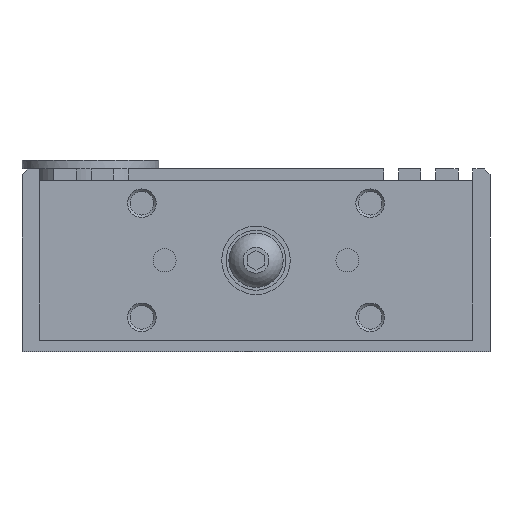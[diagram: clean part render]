
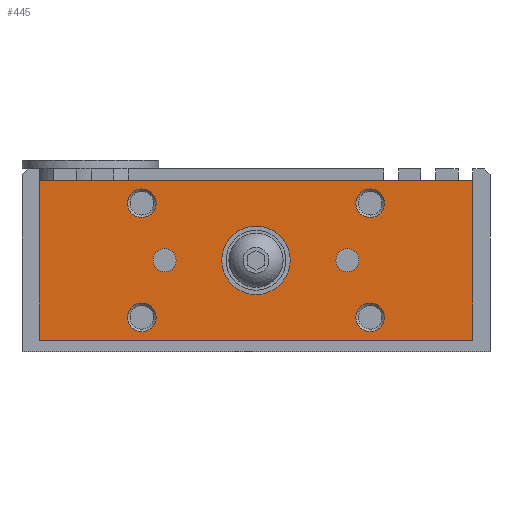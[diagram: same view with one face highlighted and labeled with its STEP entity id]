
A CAD part, left-side view. The second image highlights one B-rep face of the part: STEP entity #445.
In plain terms, the highlighted planar face has unit normal (-1, 0, 0).
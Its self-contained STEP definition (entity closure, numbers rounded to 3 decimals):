
#445 = ADVANCED_FACE( '', ( #1056, #1057, #1058, #1059, #1060, #1061, #1062, #1063 ), #1064, .F. );
#1056 = FACE_BOUND( '', #1830, .T. );
#1057 = FACE_BOUND( '', #1831, .T. );
#1058 = FACE_BOUND( '', #1832, .T. );
#1059 = FACE_BOUND( '', #1833, .T. );
#1060 = FACE_BOUND( '', #1834, .T. );
#1061 = FACE_BOUND( '', #1835, .T. );
#1062 = FACE_BOUND( '', #1836, .T. );
#1063 = FACE_OUTER_BOUND( '', #1837, .T. );
#1064 = PLANE( '', #1838 );
#1830 = EDGE_LOOP( '', ( #3010 ) );
#1831 = EDGE_LOOP( '', ( #3011 ) );
#1832 = EDGE_LOOP( '', ( #3012 ) );
#1833 = EDGE_LOOP( '', ( #3013 ) );
#1834 = EDGE_LOOP( '', ( #3014 ) );
#1835 = EDGE_LOOP( '', ( #3015 ) );
#1836 = EDGE_LOOP( '', ( #3016 ) );
#1837 = EDGE_LOOP( '', ( #3017, #3018, #3019, #3020 ) );
#1838 = AXIS2_PLACEMENT_3D( '', #3021, #3022, #3023 );
#3010 = ORIENTED_EDGE( '', *, *, #4231, .F. );
#3011 = ORIENTED_EDGE( '', *, *, #4232, .T. );
#3012 = ORIENTED_EDGE( '', *, *, #4233, .T. );
#3013 = ORIENTED_EDGE( '', *, *, #4091, .F. );
#3014 = ORIENTED_EDGE( '', *, *, #4017, .F. );
#3015 = ORIENTED_EDGE( '', *, *, #4234, .T. );
#3016 = ORIENTED_EDGE( '', *, *, #4235, .T. );
#3017 = ORIENTED_EDGE( '', *, *, #3997, .F. );
#3018 = ORIENTED_EDGE( '', *, *, #4229, .F. );
#3019 = ORIENTED_EDGE( '', *, *, #4236, .F. );
#3020 = ORIENTED_EDGE( '', *, *, #4237, .F. );
#3021 = CARTESIAN_POINT( '', ( -61., 38., 30. ) );
#3022 = DIRECTION( '', ( 1., 0., 0. ) );
#3023 = DIRECTION( '', ( 0., 0., 1. ) );
#3997 = EDGE_CURVE( '', #4719, #4721, #4722, .T. );
#4017 = EDGE_CURVE( '', #4752, #4752, #4753, .T. );
#4091 = EDGE_CURVE( '', #4868, #4868, #4869, .T. );
#4229 = EDGE_CURVE( '', #5074, #4719, #5076, .T. );
#4231 = EDGE_CURVE( '', #5078, #5078, #5079, .T. );
#4232 = EDGE_CURVE( '', #5080, #5080, #5081, .T. );
#4233 = EDGE_CURVE( '', #5082, #5082, #5083, .T. );
#4234 = EDGE_CURVE( '', #5084, #5084, #5085, .T. );
#4235 = EDGE_CURVE( '', #5086, #5086, #5087, .T. );
#4236 = EDGE_CURVE( '', #5088, #5074, #5089, .T. );
#4237 = EDGE_CURVE( '', #4721, #5088, #5090, .T. );
#4719 = VERTEX_POINT( '', #5697 );
#4721 = VERTEX_POINT( '', #5700 );
#4722 = LINE( '', #5701, #5702 );
#4752 = VERTEX_POINT( '', #5821 );
#4753 = CIRCLE( '', #5822, 2.5 );
#4868 = VERTEX_POINT( '', #5978 );
#4869 = CIRCLE( '', #5979, 2.5 );
#5074 = VERTEX_POINT( '', #6251 );
#5076 = LINE( '', #6254, #6255 );
#5078 = VERTEX_POINT( '', #6257 );
#5079 = CIRCLE( '', #6258, 2.01 );
#5080 = VERTEX_POINT( '', #6259 );
#5081 = CIRCLE( '', #6260, 2.01 );
#5082 = VERTEX_POINT( '', #6261 );
#5083 = CIRCLE( '', #6262, 2.5 );
#5084 = VERTEX_POINT( '', #6263 );
#5085 = CIRCLE( '', #6264, 2.5 );
#5086 = VERTEX_POINT( '', #6265 );
#5087 = CIRCLE( '', #6266, 6. );
#5088 = VERTEX_POINT( '', #6267 );
#5089 = LINE( '', #6268, #6269 );
#5090 = LINE( '', #6270, #6271 );
#5697 = CARTESIAN_POINT( '', ( -61., 38., 2. ) );
#5700 = CARTESIAN_POINT( '', ( -61., 38., 30. ) );
#5701 = CARTESIAN_POINT( '', ( -61., 38., 2. ) );
#5702 = VECTOR( '', #6910, 1000. );
#5821 = CARTESIAN_POINT( '', ( -61., 17.5, 26. ) );
#5822 = AXIS2_PLACEMENT_3D( '', #6935, #6936, #6937 );
#5978 = CARTESIAN_POINT( '', ( -61., -17.5, 6. ) );
#5979 = AXIS2_PLACEMENT_3D( '', #7024, #7025, #7026 );
#6251 = CARTESIAN_POINT( '', ( -61., -38., 2. ) );
#6254 = CARTESIAN_POINT( '', ( -61., -38., 2. ) );
#6255 = VECTOR( '', #7195, 1000. );
#6257 = CARTESIAN_POINT( '', ( -61., 13.99, 16. ) );
#6258 = AXIS2_PLACEMENT_3D( '', #7196, #7197, #7198 );
#6259 = CARTESIAN_POINT( '', ( -61., -13.99, 16. ) );
#6260 = AXIS2_PLACEMENT_3D( '', #7199, #7200, #7201 );
#6261 = CARTESIAN_POINT( '', ( -61., 17.5, 6. ) );
#6262 = AXIS2_PLACEMENT_3D( '', #7202, #7203, #7204 );
#6263 = CARTESIAN_POINT( '', ( -61., -17.5, 26. ) );
#6264 = AXIS2_PLACEMENT_3D( '', #7205, #7206, #7207 );
#6265 = CARTESIAN_POINT( '', ( -61., 6., 16. ) );
#6266 = AXIS2_PLACEMENT_3D( '', #7208, #7209, #7210 );
#6267 = CARTESIAN_POINT( '', ( -61., -38., 30. ) );
#6268 = CARTESIAN_POINT( '', ( -61., -38., 30. ) );
#6269 = VECTOR( '', #7211, 1000. );
#6270 = CARTESIAN_POINT( '', ( -61., 38., 30. ) );
#6271 = VECTOR( '', #7212, 1000. );
#6910 = DIRECTION( '', ( 0., 0., 1. ) );
#6935 = CARTESIAN_POINT( '', ( -61., 20., 26. ) );
#6936 = DIRECTION( '', ( -1., 0., 0. ) );
#6937 = DIRECTION( '', ( 0., -1., 0. ) );
#7024 = CARTESIAN_POINT( '', ( -61., -20., 6. ) );
#7025 = DIRECTION( '', ( -1., 0., 0. ) );
#7026 = DIRECTION( '', ( 0., 1., 0. ) );
#7195 = DIRECTION( '', ( 0., 1., 0. ) );
#7196 = CARTESIAN_POINT( '', ( -61., 16., 16. ) );
#7197 = DIRECTION( '', ( -1., 0., 0. ) );
#7198 = DIRECTION( '', ( 0., -1., 0. ) );
#7199 = CARTESIAN_POINT( '', ( -61., -16., 16. ) );
#7200 = DIRECTION( '', ( 1., 0., 0. ) );
#7201 = DIRECTION( '', ( 0., 1., 0. ) );
#7202 = CARTESIAN_POINT( '', ( -61., 20., 6. ) );
#7203 = DIRECTION( '', ( 1., 0., 0. ) );
#7204 = DIRECTION( '', ( 0., -1., 0. ) );
#7205 = CARTESIAN_POINT( '', ( -61., -20., 26. ) );
#7206 = DIRECTION( '', ( 1., 0., 0. ) );
#7207 = DIRECTION( '', ( 0., 1., 0. ) );
#7208 = CARTESIAN_POINT( '', ( -61., 0., 16. ) );
#7209 = DIRECTION( '', ( 1., 0., 0. ) );
#7210 = DIRECTION( '', ( 0., 1., 0. ) );
#7211 = DIRECTION( '', ( 0., 0., -1. ) );
#7212 = DIRECTION( '', ( 0., -1., 0. ) );
